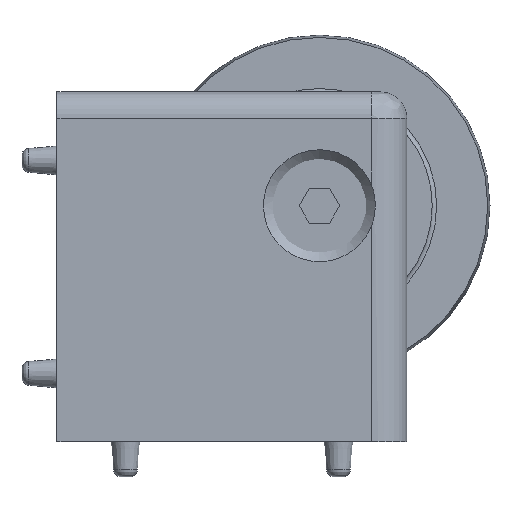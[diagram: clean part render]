
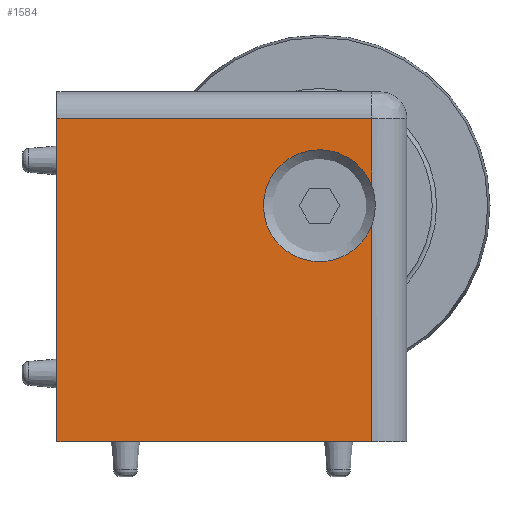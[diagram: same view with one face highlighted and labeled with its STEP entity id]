
A CAD part, left-side view. The second image highlights one B-rep face of the part: STEP entity #1584.
In plain terms, the highlighted planar face has unit normal (-1, 0, 0).
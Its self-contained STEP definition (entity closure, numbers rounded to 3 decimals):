
#133=PLANE('',#1847);
#214=FACE_OUTER_BOUND('',#328,.T.);
#328=EDGE_LOOP('',(#1347,#1348,#1349,#1350,#1351,#1352,#1353));
#405=LINE('',#2621,#502);
#411=LINE('',#2642,#508);
#421=LINE('',#2691,#518);
#422=LINE('',#2694,#519);
#444=LINE('',#3058,#541);
#502=VECTOR('',#2007,1000.);
#508=VECTOR('',#2025,1000.);
#518=VECTOR('',#2063,1000.);
#519=VECTOR('',#2066,1000.);
#541=VECTOR('',#2260,1000.);
#611=CIRCLE('',#1761,6.4);
#612=CIRCLE('',#1762,6.4);
#735=VERTEX_POINT('',#2618);
#736=VERTEX_POINT('',#2620);
#745=VERTEX_POINT('',#2641);
#759=VERTEX_POINT('',#2679);
#760=VERTEX_POINT('',#2680);
#761=VERTEX_POINT('',#2692);
#764=VERTEX_POINT('',#2700);
#882=EDGE_CURVE('',#736,#735,#405,.T.);
#893=EDGE_CURVE('',#745,#736,#411,.T.);
#914=EDGE_CURVE('',#759,#735,#421,.T.);
#916=EDGE_CURVE('',#761,#760,#422,.T.);
#920=EDGE_CURVE('',#759,#764,#611,.T.);
#921=EDGE_CURVE('',#764,#760,#612,.T.);
#986=EDGE_CURVE('',#761,#745,#444,.F.);
#1347=ORIENTED_EDGE('',*,*,#920,.T.);
#1348=ORIENTED_EDGE('',*,*,#921,.T.);
#1349=ORIENTED_EDGE('',*,*,#916,.F.);
#1350=ORIENTED_EDGE('',*,*,#986,.T.);
#1351=ORIENTED_EDGE('',*,*,#893,.T.);
#1352=ORIENTED_EDGE('',*,*,#882,.T.);
#1353=ORIENTED_EDGE('',*,*,#914,.F.);
#1584=ADVANCED_FACE('',(#214),#133,.F.);
#1761=AXIS2_PLACEMENT_3D('',#2702,#2074,#2075);
#1762=AXIS2_PLACEMENT_3D('',#2703,#2076,#2077);
#1847=AXIS2_PLACEMENT_3D('',#3071,#2267,#2268);
#2007=DIRECTION('',(0.,-1.,0.));
#2025=DIRECTION('',(0.,0.,-1.));
#2063=DIRECTION('',(0.,0.,-1.));
#2066=DIRECTION('',(0.,0.,-1.));
#2074=DIRECTION('center_axis',(1.,0.,0.));
#2075=DIRECTION('ref_axis',(0.,0.,-1.));
#2076=DIRECTION('center_axis',(1.,0.,0.));
#2077=DIRECTION('ref_axis',(0.,0.,-1.));
#2260=DIRECTION('',(0.,-1.,0.));
#2267=DIRECTION('center_axis',(1.,0.,0.));
#2268=DIRECTION('ref_axis',(0.,0.,-1.));
#2618=CARTESIAN_POINT('',(-20.,-36.,-20.));
#2620=CARTESIAN_POINT('',(-20.,0.,-20.));
#2621=CARTESIAN_POINT('',(-20.,0.,-20.));
#2641=CARTESIAN_POINT('',(-20.,0.,17.));
#2642=CARTESIAN_POINT('',(-20.,0.,20.));
#2679=CARTESIAN_POINT('',(-20.,-36.,4.773));
#2680=CARTESIAN_POINT('',(-20.,-36.,9.227));
#2691=CARTESIAN_POINT('',(-20.,-36.,20.));
#2692=CARTESIAN_POINT('',(-20.,-36.,17.));
#2694=CARTESIAN_POINT('',(-20.,-36.,20.));
#2700=CARTESIAN_POINT('',(-20.,-30.,0.6));
#2702=CARTESIAN_POINT('Origin',(-20.,-30.,7.));
#2703=CARTESIAN_POINT('Origin',(-20.,-30.,7.));
#3058=CARTESIAN_POINT('',(-20.,0.,17.));
#3071=CARTESIAN_POINT('Origin',(-20.,0.,20.));
